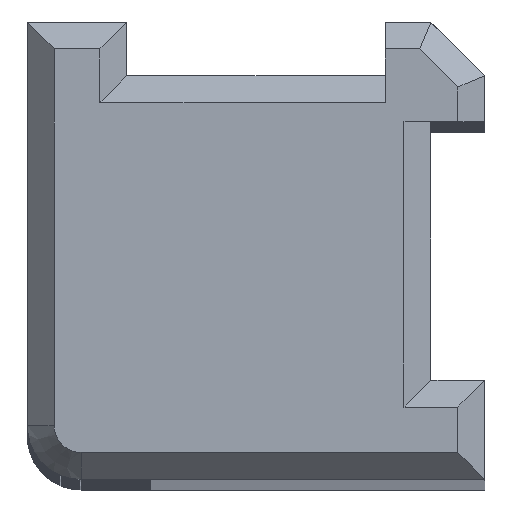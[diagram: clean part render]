
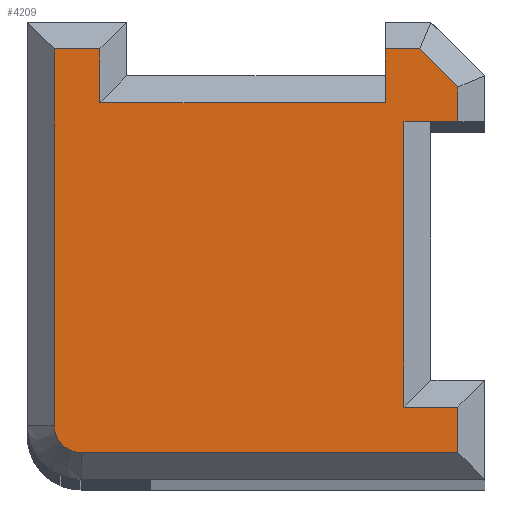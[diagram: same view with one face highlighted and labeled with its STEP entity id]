
A CAD part, top view. The second image highlights one B-rep face of the part: STEP entity #4209.
In plain terms, the highlighted planar face has unit normal (0, 0, 1).
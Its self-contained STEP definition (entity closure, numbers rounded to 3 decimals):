
#141=PLANE('',#4752);
#329=FACE_OUTER_BOUND('',#520,.T.);
#520=EDGE_LOOP('',(#3876,#3877,#3878,#3879,#3880,#3881,#3882,#3883,#3884,
#3885,#3886,#3887,#3888,#3889));
#590=LINE('',#6221,#871);
#785=LINE('',#7588,#1066);
#837=LINE('',#7801,#1118);
#839=LINE('',#7805,#1120);
#841=LINE('',#7808,#1122);
#842=LINE('',#7811,#1123);
#843=LINE('',#7813,#1124);
#844=LINE('',#7815,#1125);
#845=LINE('',#7817,#1126);
#846=LINE('',#7821,#1127);
#847=LINE('',#7823,#1128);
#848=LINE('',#7825,#1129);
#849=LINE('',#7826,#1130);
#871=VECTOR('',#4822,10.);
#1066=VECTOR('',#5889,10.);
#1118=VECTOR('',#6065,10.);
#1120=VECTOR('',#6069,10.);
#1122=VECTOR('',#6073,10.);
#1123=VECTOR('',#6076,10.);
#1124=VECTOR('',#6077,10.);
#1125=VECTOR('',#6078,10.);
#1126=VECTOR('',#6079,10.);
#1127=VECTOR('',#6082,10.);
#1128=VECTOR('',#6083,10.);
#1129=VECTOR('',#6084,10.);
#1130=VECTOR('',#6085,10.);
#1194=CIRCLE('',#4753,0.5);
#1524=VERTEX_POINT('',#6218);
#1525=VERTEX_POINT('',#6220);
#1890=VERTEX_POINT('',#7585);
#1891=VERTEX_POINT('',#7587);
#1940=VERTEX_POINT('',#7800);
#1941=VERTEX_POINT('',#7804);
#1942=VERTEX_POINT('',#7810);
#1943=VERTEX_POINT('',#7812);
#1944=VERTEX_POINT('',#7814);
#1945=VERTEX_POINT('',#7816);
#1946=VERTEX_POINT('',#7818);
#1947=VERTEX_POINT('',#7820);
#1948=VERTEX_POINT('',#7822);
#1949=VERTEX_POINT('',#7824);
#1974=EDGE_CURVE('',#1525,#1524,#590,.T.);
#2509=EDGE_CURVE('',#1891,#1890,#785,.T.);
#2597=EDGE_CURVE('',#1525,#1940,#837,.T.);
#2599=EDGE_CURVE('',#1940,#1941,#839,.T.);
#2601=EDGE_CURVE('',#1941,#1890,#841,.T.);
#2602=EDGE_CURVE('',#1942,#1524,#842,.T.);
#2603=EDGE_CURVE('',#1943,#1942,#843,.T.);
#2604=EDGE_CURVE('',#1944,#1943,#844,.T.);
#2605=EDGE_CURVE('',#1945,#1944,#845,.T.);
#2606=EDGE_CURVE('',#1946,#1945,#1194,.T.);
#2607=EDGE_CURVE('',#1947,#1946,#846,.T.);
#2608=EDGE_CURVE('',#1948,#1947,#847,.T.);
#2609=EDGE_CURVE('',#1949,#1948,#848,.T.);
#2610=EDGE_CURVE('',#1891,#1949,#849,.T.);
#3876=ORIENTED_EDGE('',*,*,#2601,.F.);
#3877=ORIENTED_EDGE('',*,*,#2599,.F.);
#3878=ORIENTED_EDGE('',*,*,#2597,.F.);
#3879=ORIENTED_EDGE('',*,*,#1974,.T.);
#3880=ORIENTED_EDGE('',*,*,#2602,.F.);
#3881=ORIENTED_EDGE('',*,*,#2603,.F.);
#3882=ORIENTED_EDGE('',*,*,#2604,.F.);
#3883=ORIENTED_EDGE('',*,*,#2605,.F.);
#3884=ORIENTED_EDGE('',*,*,#2606,.F.);
#3885=ORIENTED_EDGE('',*,*,#2607,.F.);
#3886=ORIENTED_EDGE('',*,*,#2608,.F.);
#3887=ORIENTED_EDGE('',*,*,#2609,.F.);
#3888=ORIENTED_EDGE('',*,*,#2610,.F.);
#3889=ORIENTED_EDGE('',*,*,#2509,.T.);
#4209=ADVANCED_FACE('',(#329),#141,.T.);
#4752=AXIS2_PLACEMENT_3D('',#7809,#6074,#6075);
#4753=AXIS2_PLACEMENT_3D('',#7819,#6080,#6081);
#4822=DIRECTION('',(0.,-1.,0.));
#5889=DIRECTION('',(1.,0.,0.));
#6065=DIRECTION('',(1.,0.,0.));
#6069=DIRECTION('',(0.707,-0.707,0.));
#6073=DIRECTION('',(0.,-1.,0.));
#6074=DIRECTION('center_axis',(0.,0.,1.));
#6075=DIRECTION('ref_axis',(1.,0.,0.));
#6076=DIRECTION('',(1.,0.,0.));
#6077=DIRECTION('',(0.,-1.,0.));
#6078=DIRECTION('',(1.,0.,0.));
#6079=DIRECTION('',(0.,1.,0.));
#6080=DIRECTION('center_axis',(0.,0.,-1.));
#6081=DIRECTION('ref_axis',(-1.,0.,0.));
#6082=DIRECTION('',(-1.,0.,0.));
#6083=DIRECTION('',(0.,-1.,0.));
#6084=DIRECTION('',(1.,0.,0.));
#6085=DIRECTION('',(0.,-1.,0.));
#6218=CARTESIAN_POINT('',(6.65,7.,113.5));
#6220=CARTESIAN_POINT('',(6.65,8.,113.5));
#6221=CARTESIAN_POINT('',(6.65,7.5,113.5));
#7585=CARTESIAN_POINT('',(8.,6.644,113.5));
#7587=CARTESIAN_POINT('',(7.,6.644,113.5));
#7588=CARTESIAN_POINT('',(7.5,6.644,113.5));
#7800=CARTESIAN_POINT('',(7.293,8.,113.5));
#7801=CARTESIAN_POINT('',(5.875,8.,113.5));
#7804=CARTESIAN_POINT('',(8.,7.293,113.5));
#7805=CARTESIAN_POINT('',(7.896,7.396,113.5));
#7808=CARTESIAN_POINT('',(8.,5.447,113.5));
#7809=CARTESIAN_POINT('Origin',(4.25,4.25,113.5));
#7810=CARTESIAN_POINT('',(1.35,7.,113.5));
#7811=CARTESIAN_POINT('',(5.45,7.,113.5));
#7812=CARTESIAN_POINT('',(1.35,8.,113.5));
#7813=CARTESIAN_POINT('',(1.35,5.875,113.5));
#7814=CARTESIAN_POINT('',(0.5,8.,113.5));
#7815=CARTESIAN_POINT('',(3.05,8.,113.5));
#7816=CARTESIAN_POINT('',(0.5,1.,113.5));
#7817=CARTESIAN_POINT('',(0.5,6.375,113.5));
#7818=CARTESIAN_POINT('',(1.,0.5,113.5));
#7819=CARTESIAN_POINT('Origin',(1.,1.,113.5));
#7820=CARTESIAN_POINT('',(8.,0.5,113.5));
#7821=CARTESIAN_POINT('',(2.625,0.5,113.5));
#7822=CARTESIAN_POINT('',(8.,1.344,113.5));
#7823=CARTESIAN_POINT('',(8.,2.125,113.5));
#7824=CARTESIAN_POINT('',(7.,1.344,113.5));
#7825=CARTESIAN_POINT('',(6.375,1.344,113.5));
#7826=CARTESIAN_POINT('',(7.,3.047,113.5));
